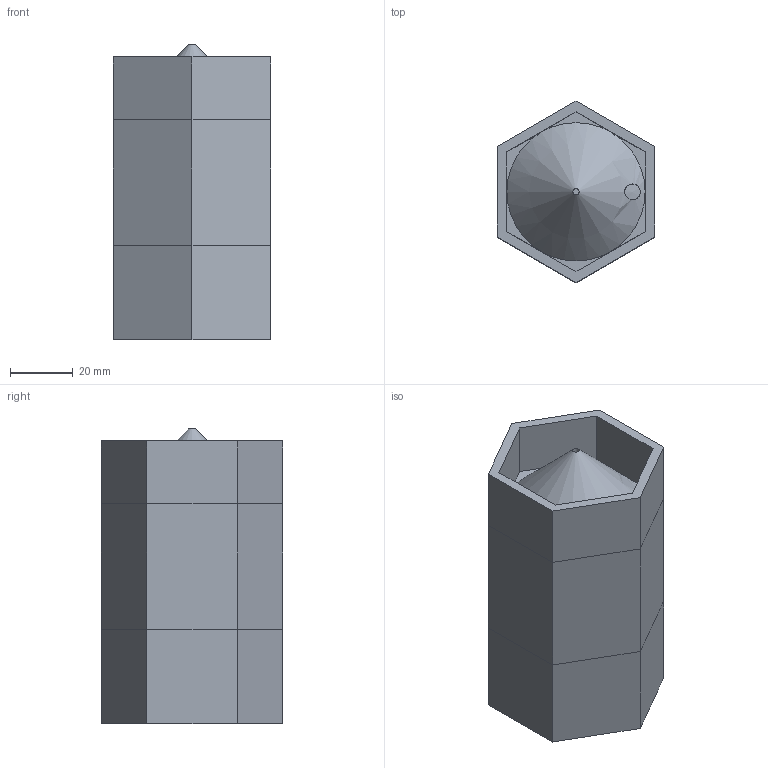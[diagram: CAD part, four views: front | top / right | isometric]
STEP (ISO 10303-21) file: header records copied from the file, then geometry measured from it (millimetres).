
FILE_DESCRIPTION(('STEP AP242'), '1');
FILE_NAME('assemblyGeronaFountain', '', ('UNSPECIFIED'), ('UNSPECIFIED'), 'C3D Converter', 'C3D Toolkit', '');
FILE_SCHEMA(('AP242_MANAGED_MODEL_BASED_3D_ENGINEERING_MIM_LF { 1 0 10303 442 1 1 4 }'));
Length unit declared in the file: millimetre
Assembly tree (3 placements, depth 2):
  (unnamed)
    (unnamed)
    (unnamed)
    (unnamed)
Bounding box: 50 x 57.73 x 94 mm (x, y, z)
Volume: 64562.9 mm3; surface area: 47030.1 mm2
Topology: 4 solids, 4 shells, 97 faces, 220 edges, 134 vertices
Faces by surface type: plane 66, cylinder 24, cone 7
Full cylindrical faces by diameter (mm): 2 x1, 5 x11, 8 x8
Entity records: 4449 total; most frequent: CARTESIAN_POINT 2175, DIRECTION 415, ORIENTED_EDGE 396, EDGE_CURVE 198, AXIS2_PLACEMENT_3D 147, EDGE_LOOP 138, VERTEX_POINT 134, LINE 121
